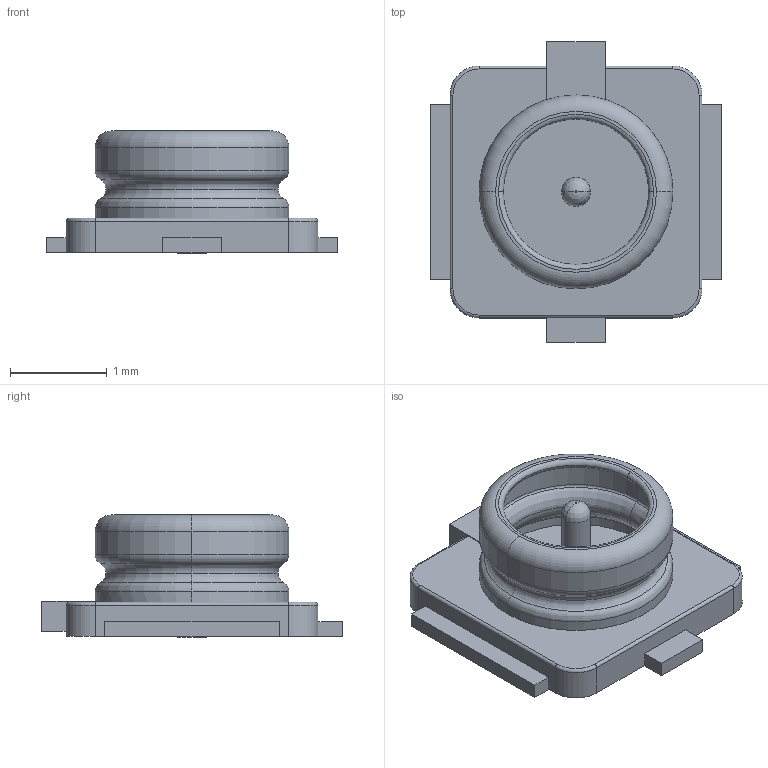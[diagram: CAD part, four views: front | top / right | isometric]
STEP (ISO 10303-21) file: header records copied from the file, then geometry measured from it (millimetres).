
FILE_DESCRIPTION(('FreeCAD Model'),'2;1');
FILE_NAME('Fusion.step','2017-03-03T21:28:55',( 'Author'),(''),'Open CASCADE STEP processor 6.8','FreeCAD','Unknown' );
FILE_SCHEMA(('AUTOMOTIVE_DESIGN_CC2 { 1 2 10303 214 -1 1 5 4 }'));
Length unit declared in the file: inch
Products named in the file (2): ASSEMBLY; Fusion
Assembly tree (1 placements, depth 2):
  ASSEMBLY
    Fusion
Bounding box: 3 x 3.1 x 1.26 mm (x, y, z)
Volume: 3.2 mm3; surface area: 31.9 mm2
Topology: 1 solids, 1 shells, 99 faces, 243 edges, 150 vertices
Faces by surface type: plane 41, cylinder 28, torus 28, revolution 2
Entity records: 11522 total; most frequent: CARTESIAN_POINT 6300, DIRECTION 747, ORIENTED_EDGE 486, PCURVE 486, DEFINITIONAL_REPRESENTATION 486, LINE 295, VECTOR 295, B_SPLINE_CURVE_WITH_KNOTS 278
